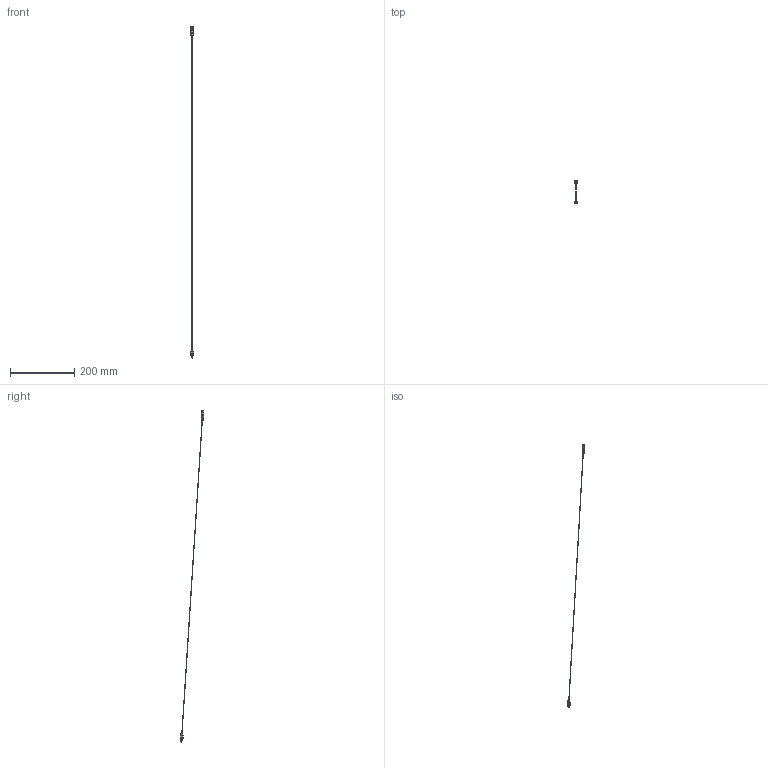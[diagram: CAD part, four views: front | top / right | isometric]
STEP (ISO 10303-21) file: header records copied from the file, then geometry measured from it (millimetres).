
FILE_DESCRIPTION (( 'STEP AP203' ), '1' );
FILE_NAME ('17367-E0W.STEP', '2022-08-16T14:15:58', ( '' ), ( '' ), 'SwSTEP 2.0', 'SolidWorks 2018', '' );
FILE_SCHEMA (( 'CONFIG_CONTROL_DESIGN' ));
Length unit declared in the file: millimetre
Products named in the file (1): 17367-E0W
Bounding box: 9.99 x 74.52 x 1031.24 mm (x, y, z)
Volume: 2587.9 mm3; surface area: 7870.6 mm2
Topology: 12 solids, 12 shells, 520 faces, 1577 edges, 1122 vertices
Faces by surface type: plane 252, cylinder 222, cone 38, torus 4, bspline 2, sphere 2
Entity records: 20904 total; most frequent: CARTESIAN_POINT 6894, ORIENTED_EDGE 3150, DIRECTION 2634, EDGE_CURVE 1575, VERTEX_POINT 1122, AXIS2_PLACEMENT_3D 1054, EDGE_LOOP 623, CIRCLE 535
